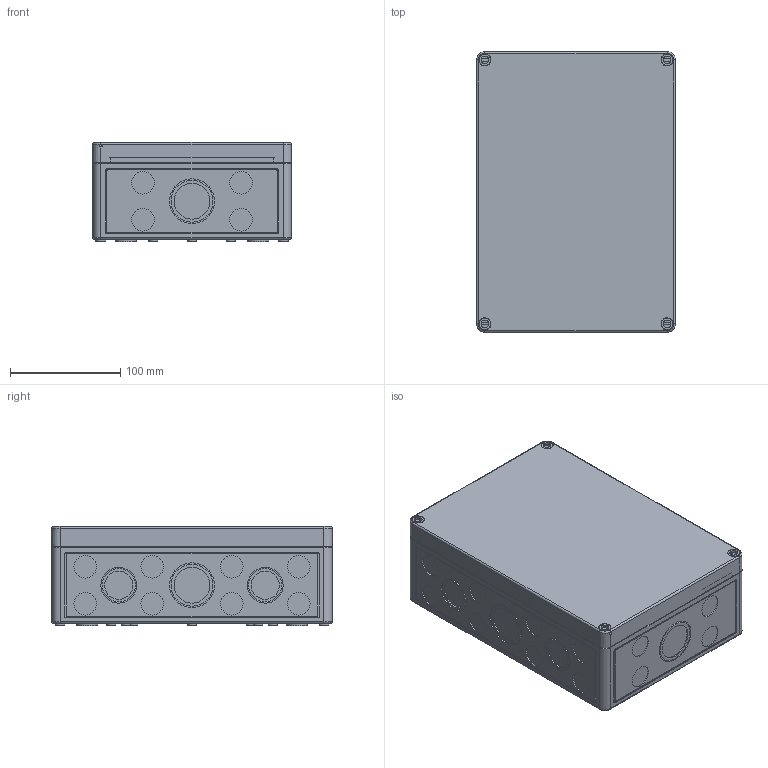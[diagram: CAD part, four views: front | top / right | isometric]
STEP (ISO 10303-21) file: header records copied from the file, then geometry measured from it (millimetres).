
FILE_DESCRIPTION( ( 'STEP AP214' ), ' ' );
FILE_NAME( '10600801.stp', '2016-03-28T15:21:34', ( '' ), ( '' ), ' ', 'PARTsolutions', ' ' );
FILE_SCHEMA( ( 'AUTOMOTIVE_DESIGN { 1 0 10303 214 1 1 1 1 }' ) );
Length unit declared in the file: millimetre
Products named in the file (4): 10600801; _Kasten_TK2518-m; _Deckel_TK2518-9-t; _Schraube_TK34mm-schwarz
Assembly tree (6 placements, depth 2):
  10600801
    _Kasten_TK2518-m
    _Deckel_TK2518-9-t
    _Schraube_TK34mm-schwarz  x4
Bounding box: 180 x 254 x 89.7 mm (x, y, z)
Volume: 548414.2 mm3; surface area: 363646.7 mm2
Topology: 6 solids, 6 shells, 819 faces, 1928 edges, 1264 vertices
Faces by surface type: plane 473, cylinder 290, cone 44, torus 12
Full cylindrical faces by diameter (mm): 2.2 x2, 3.4 x10, 3.48 x2, 5 x8, 5.8 x8, 7 x4, 8 x12, 8.376 x4, 9 x4, 10.5 x4, 14 x4, 17 x4, 19 x4, 20.5 x24, 25.5 x4, 29.96 x4, 32.5 x8, 37.958 x4, 40.5 x4
Entity records: 25284 total; most frequent: DIRECTION 3540, CARTESIAN_POINT 3400, ORIENTED_EDGE 3004, EDGE_CURVE 1502, AXIS2_PLACEMENT_3D 1341, VERTEX_POINT 1065, EDGE_LOOP 984, LINE 858
